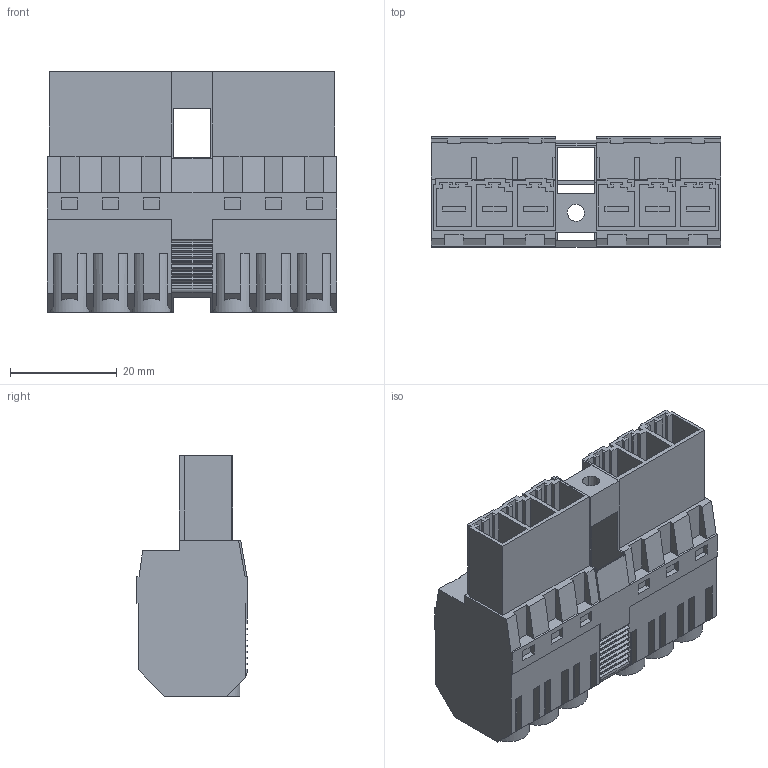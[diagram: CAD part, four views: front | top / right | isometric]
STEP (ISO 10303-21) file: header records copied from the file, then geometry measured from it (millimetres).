
FILE_DESCRIPTION(('CATIA V5 STEP Exchange','CAx-IF Rec.Pracs.--- Model Styling and Organization---1.4--- 2014-01-23'),'2;1');
FILE_NAME ('130305-1_0_1061100000_1061100000.stp','2022-10-14T09:45:21+00:00',('none'),('Weidmueller'),'CATIA Version 5-6 Release 2016 SP3 HF44','CATIA V5 STEP AP214','none');
FILE_SCHEMA(('AUTOMOTIVE_DESIGN { 1 0 10303 214 1 1 1 1 }'));
Length unit declared in the file: millimetre
Products named in the file (1): 1061100000
Bounding box: 54.24 x 20.6 x 45.01 mm (x, y, z)
Volume: 24321.5 mm3; surface area: 16904.5 mm2
Topology: 7 solids, 7 shells, 686 faces, 1893 edges, 1247 vertices
Faces by surface type: plane 618, cylinder 68
Entity records: 20142 total; most frequent: ORIENTED_EDGE 3786, CARTESIAN_POINT 3704, DIRECTION 2718, EDGE_CURVE 1893, VECTOR 1729, LINE 1729, VERTEX_POINT 1247, EDGE_LOOP 722
